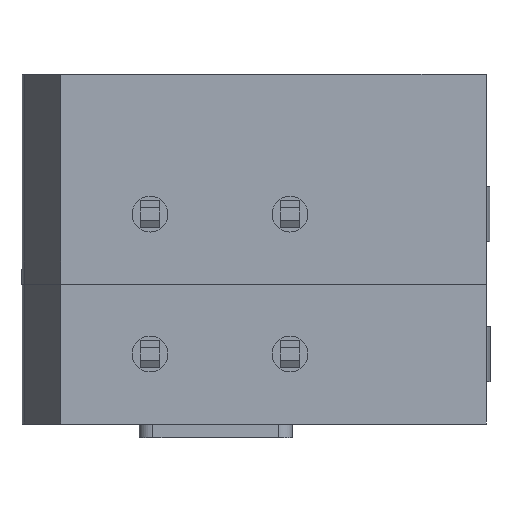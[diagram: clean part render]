
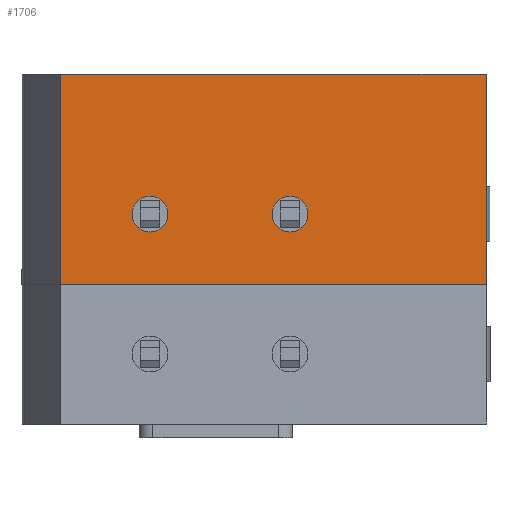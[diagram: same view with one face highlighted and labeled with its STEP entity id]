
A CAD part, front view. The second image highlights one B-rep face of the part: STEP entity #1706.
In plain terms, the highlighted planar face has unit normal (0, -1, 0).
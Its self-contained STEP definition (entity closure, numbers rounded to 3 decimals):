
#96 = EDGE_LOOP ( 'NONE', ( #8945, #1714, #474, #9010 ) ) ;
#153 = VERTEX_POINT ( 'NONE', #1677 ) ;
#474 = ORIENTED_EDGE ( 'NONE', *, *, #9439, .T. ) ;
#549 = CARTESIAN_POINT ( 'NONE',  ( 90.053, -11.845, -2.54 ) ) ;
#661 = DIRECTION ( 'NONE',  ( 0., 0., -1. ) ) ;
#785 = DIRECTION ( 'NONE',  ( 0., -1., 0. ) ) ;
#974 = CARTESIAN_POINT ( 'NONE',  ( 74.217, -11.845, 5.08 ) ) ;
#1099 = VERTEX_POINT ( 'NONE', #4756 ) ;
#1448 = DIRECTION ( 'NONE',  ( 1., 0., 0. ) ) ;
#1669 = LINE ( 'NONE', #10870, #6240 ) ;
#1677 = CARTESIAN_POINT ( 'NONE',  ( 77.467, -11.845, 0.65 ) ) ;
#1706 = ADVANCED_FACE ( 'NONE', ( #9300, #3727, #11116 ), #2763, .T. ) ;
#1714 = ORIENTED_EDGE ( 'NONE', *, *, #3175, .F. ) ;
#2167 = VERTEX_POINT ( 'NONE', #9939 ) ;
#2345 = ORIENTED_EDGE ( 'NONE', *, *, #3374, .T. ) ;
#2763 = PLANE ( 'NONE',  #9428 ) ;
#3175 = EDGE_CURVE ( 'NONE', #9745, #1099, #11112, .T. ) ;
#3374 = EDGE_CURVE ( 'NONE', #9435, #2167, #10316, .T. ) ;
#3379 = DIRECTION ( 'NONE',  ( 0., 0., -1. ) ) ;
#3727 = FACE_BOUND ( 'NONE', #4367, .T. ) ;
#3942 = VECTOR ( 'NONE', #10326, 1000. ) ;
#4182 = CIRCLE ( 'NONE', #7267, 0.65 ) ;
#4367 = EDGE_LOOP ( 'NONE', ( #10637, #10589 ) ) ;
#4376 = LINE ( 'NONE', #5456, #10895 ) ;
#4445 = DIRECTION ( 'NONE',  ( 0., 1., 0. ) ) ;
#4520 = VERTEX_POINT ( 'NONE', #5557 ) ;
#4682 = EDGE_CURVE ( 'NONE', #2167, #9435, #9009, .T. ) ;
#4756 = CARTESIAN_POINT ( 'NONE',  ( 89.667, -11.845, 5.08 ) ) ;
#5030 = CARTESIAN_POINT ( 'NONE',  ( 77.467, -11.845, -0.65 ) ) ;
#5431 = DIRECTION ( 'NONE',  ( 0., 1., 0. ) ) ;
#5456 = CARTESIAN_POINT ( 'NONE',  ( 89.667, -11.845, 5.271 ) ) ;
#5557 = CARTESIAN_POINT ( 'NONE',  ( 89.667, -11.845, -2.54 ) ) ;
#5774 = EDGE_CURVE ( 'NONE', #6522, #153, #9946, .T. ) ;
#5912 = DIRECTION ( 'NONE',  ( 0., 1., 0. ) ) ;
#6152 = CARTESIAN_POINT ( 'NONE',  ( 82.547, -11.845, 0. ) ) ;
#6240 = VECTOR ( 'NONE', #10756, 1000. ) ;
#6268 = AXIS2_PLACEMENT_3D ( 'NONE', #7115, #4445, #661 ) ;
#6398 = VECTOR ( 'NONE', #1448, 1000. ) ;
#6518 = AXIS2_PLACEMENT_3D ( 'NONE', #8160, #5431, #7972 ) ;
#6522 = VERTEX_POINT ( 'NONE', #5030 ) ;
#6813 = LINE ( 'NONE', #549, #6398 ) ;
#7000 = DIRECTION ( 'NONE',  ( 0., 1., 0. ) ) ;
#7115 = CARTESIAN_POINT ( 'NONE',  ( 77.467, -11.845, 0. ) ) ;
#7205 = CARTESIAN_POINT ( 'NONE',  ( 74.217, -11.845, -2.54 ) ) ;
#7267 = AXIS2_PLACEMENT_3D ( 'NONE', #7726, #5912, #11453 ) ;
#7726 = CARTESIAN_POINT ( 'NONE',  ( 77.467, -11.845, 0. ) ) ;
#7780 = AXIS2_PLACEMENT_3D ( 'NONE', #6152, #7000, #3379 ) ;
#7972 = DIRECTION ( 'NONE',  ( 0., 0., -1. ) ) ;
#8160 = CARTESIAN_POINT ( 'NONE',  ( 82.547, -11.845, 0. ) ) ;
#8371 = CARTESIAN_POINT ( 'NONE',  ( 72.395, -11.845, 5.08 ) ) ;
#8799 = EDGE_CURVE ( 'NONE', #9674, #4520, #6813, .T. ) ;
#8914 = DIRECTION ( 'NONE',  ( 0., 0., -1. ) ) ;
#8945 = ORIENTED_EDGE ( 'NONE', *, *, #9411, .F. ) ;
#9009 = CIRCLE ( 'NONE', #6518, 0.65 ) ;
#9010 = ORIENTED_EDGE ( 'NONE', *, *, #8799, .T. ) ;
#9300 = FACE_OUTER_BOUND ( 'NONE', #96, .T. ) ;
#9411 = EDGE_CURVE ( 'NONE', #1099, #4520, #4376, .T. ) ;
#9428 = AXIS2_PLACEMENT_3D ( 'NONE', #9987, #785, #10210 ) ;
#9435 = VERTEX_POINT ( 'NONE', #9828 ) ;
#9439 = EDGE_CURVE ( 'NONE', #9745, #9674, #1669, .T. ) ;
#9674 = VERTEX_POINT ( 'NONE', #7205 ) ;
#9745 = VERTEX_POINT ( 'NONE', #974 ) ;
#9801 = ORIENTED_EDGE ( 'NONE', *, *, #4682, .T. ) ;
#9828 = CARTESIAN_POINT ( 'NONE',  ( 82.547, -11.845, -0.65 ) ) ;
#9939 = CARTESIAN_POINT ( 'NONE',  ( 82.547, -11.845, 0.65 ) ) ;
#9946 = CIRCLE ( 'NONE', #6268, 0.65 ) ;
#9987 = CARTESIAN_POINT ( 'NONE',  ( 90.053, -11.845, 5.271 ) ) ;
#10210 = DIRECTION ( 'NONE',  ( 0., 0., -1. ) ) ;
#10316 = CIRCLE ( 'NONE', #7780, 0.65 ) ;
#10326 = DIRECTION ( 'NONE',  ( 1., 0., 0. ) ) ;
#10589 = ORIENTED_EDGE ( 'NONE', *, *, #11776, .T. ) ;
#10637 = ORIENTED_EDGE ( 'NONE', *, *, #5774, .T. ) ;
#10756 = DIRECTION ( 'NONE',  ( 0., 0., -1. ) ) ;
#10870 = CARTESIAN_POINT ( 'NONE',  ( 74.217, -11.845, 5.271 ) ) ;
#10895 = VECTOR ( 'NONE', #8914, 1000. ) ;
#11112 = LINE ( 'NONE', #8371, #3942 ) ;
#11116 = FACE_BOUND ( 'NONE', #11929, .T. ) ;
#11453 = DIRECTION ( 'NONE',  ( 0., 0., -1. ) ) ;
#11776 = EDGE_CURVE ( 'NONE', #153, #6522, #4182, .T. ) ;
#11929 = EDGE_LOOP ( 'NONE', ( #2345, #9801 ) ) ;
